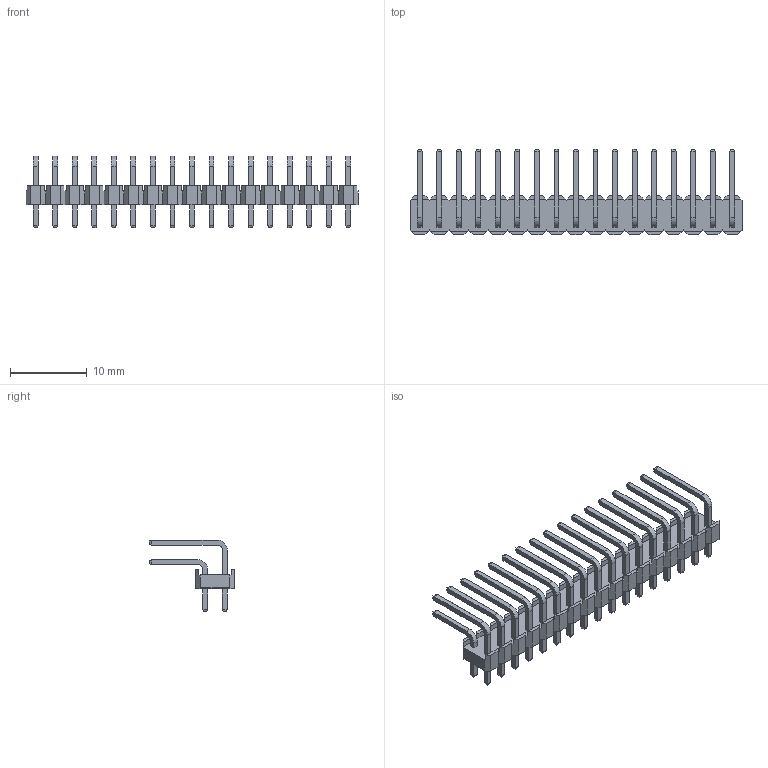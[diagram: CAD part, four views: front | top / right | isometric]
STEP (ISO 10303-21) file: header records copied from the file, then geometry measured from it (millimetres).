
FILE_DESCRIPTION(('STEP AP214'), '1');
FILE_NAME('PLD-R8', '', ('UNSPECIFIED'), ('UNSPECIFIED'), 'ASCON STEP Converter 1.6', 'ASCON Math Kernel', '');
FILE_SCHEMA(('AUTOMOTIVE_DESIGN { 1 0 10303 214 3 1 1}'));
Length unit declared in the file: millimetre
Bounding box: 43.18 x 11.08 x 9.32 mm (x, y, z)
Volume: 583.6 mm3; surface area: 1936.8 mm2
Topology: 1 solids, 1 shells, 1010 faces, 2500 edges, 1576 vertices
Faces by surface type: plane 942, cylinder 68
Entity records: 37164 total; most frequent: CARTESIAN_POINT 5087, ORIENTED_EDGE 5000, DIRECTION 4658, EDGE_CURVE 2500, LINE 2364, VECTOR 2364, VERTEX_POINT 1576, AXIS2_PLACEMENT_3D 1147
